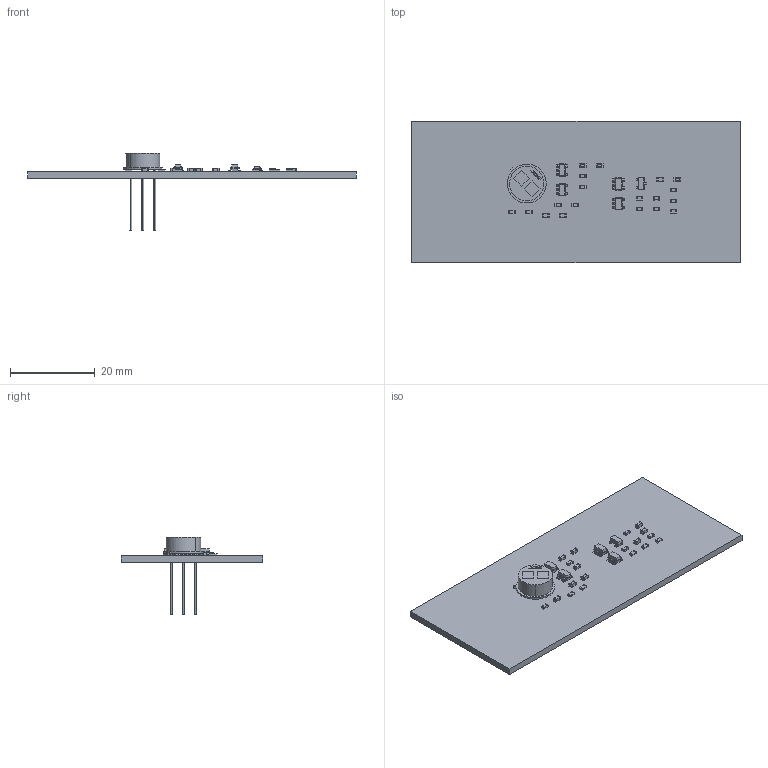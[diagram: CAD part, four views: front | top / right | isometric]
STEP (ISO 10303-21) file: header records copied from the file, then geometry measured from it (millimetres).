
FILE_DESCRIPTION(('KiCad electronic assembly'),'2;1');
FILE_NAME('GMWPY.step','2023-03-01T16:11:09',('Pcbnew'),('Kicad'), 'Open CASCADE STEP processor 7.6','KiCad to STEP converter','Unknown' );
FILE_SCHEMA(('AUTOMOTIVE_DESIGN { 1 0 10303 214 1 1 1 1 }'));
Length unit declared in the file: millimetre
Products named in the file (12): GMWPY 1; C_0603_1608Metric; SOLID; R_0603_1608Metric; SOT-23-5; SOT-23; USEQGCDACH4100; _autosave-GMWPY PCB
Assembly tree (31 placements, depth 3):
  GMWPY 1
    C_0603_1608Metric  x9
      SOLID
    R_0603_1608Metric  x10
      SOLID
    SOT-23-5  x4
      SOLID
    SOT-23
      SOLID
    USEQGCDACH4100
      SOLID
    _autosave-GMWPY PCB
Bounding box: 77.57 x 33.4 x 18.3 mm (x, y, z)
Volume: 4402.3 mm3; surface area: 6102.3 mm2
Topology: 26 solids, 26 shells, 1123 faces, 2869 edges, 1826 vertices
Faces by surface type: plane 682, cylinder 298, bspline 143
Full cylindrical faces by diameter (mm): 0.7 x4
Entity records: 23790 total; most frequent: CARTESIAN_POINT 4284, DIRECTION 3077, LINE 2099, VECTOR 2099, ORIENTED_EDGE 1700, PCURVE 1700, DEFINITIONAL_REPRESENTATION 1700, EDGE_CURVE 850
